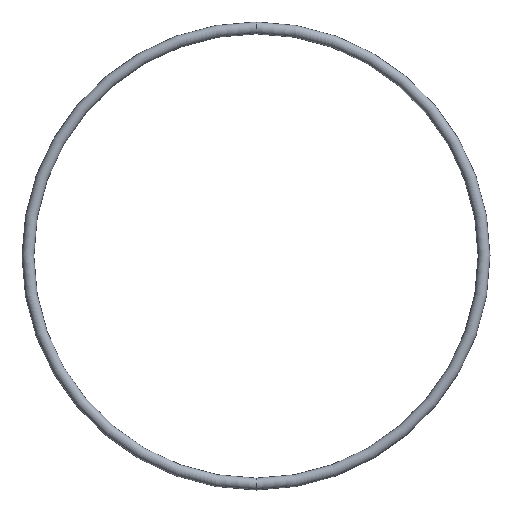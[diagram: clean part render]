
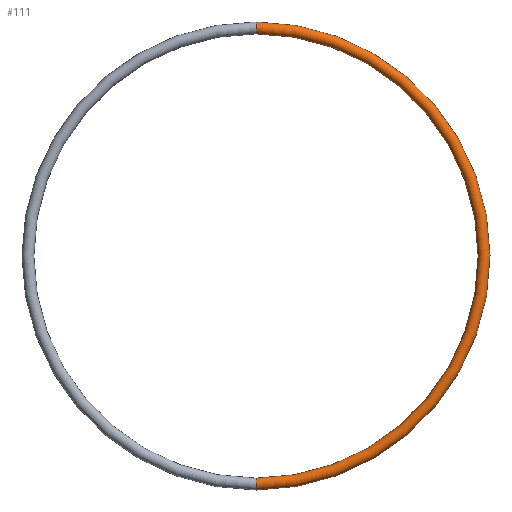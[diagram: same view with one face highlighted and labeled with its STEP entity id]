
A CAD part, front view. The second image highlights one B-rep face of the part: STEP entity #111.
In plain terms, the highlighted toroidal (fillet/blend) face has major radius 77 mm and minor radius 2 mm.
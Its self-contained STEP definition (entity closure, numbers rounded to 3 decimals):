
#2 = ORIENTED_EDGE ( 'NONE', *, *, #35, .F. ) ;
#11 = AXIS2_PLACEMENT_3D ( 'NONE', #60, #78, #118 ) ;
#13 = VERTEX_POINT ( 'NONE', #47 ) ;
#15 = ORIENTED_EDGE ( 'NONE', *, *, #140, .T. ) ;
#19 = CARTESIAN_POINT ( 'NONE',  ( 0., 2., 75. ) ) ;
#20 = DIRECTION ( 'NONE',  ( 1., 0., 0. ) ) ;
#27 = EDGE_LOOP ( 'NONE', ( #2, #59, #136, #15 ) ) ;
#32 = DIRECTION ( 'NONE',  ( 0., 1., 0. ) ) ;
#35 = EDGE_CURVE ( 'NONE', #137, #13, #115, .T. ) ;
#37 = DIRECTION ( 'NONE',  ( 0., 0., 1. ) ) ;
#38 = AXIS2_PLACEMENT_3D ( 'NONE', #43, #105, #52 ) ;
#43 = CARTESIAN_POINT ( 'NONE',  ( 0., 2., 77. ) ) ;
#47 = CARTESIAN_POINT ( 'NONE',  ( 0., 2., -79. ) ) ;
#48 = VERTEX_POINT ( 'NONE', #130 ) ;
#52 = DIRECTION ( 'NONE',  ( 0., 0., 1. ) ) ;
#55 = CIRCLE ( 'NONE', #11, 75. ) ;
#59 = ORIENTED_EDGE ( 'NONE', *, *, #132, .F. ) ;
#60 = CARTESIAN_POINT ( 'NONE',  ( 0., 2., 0. ) ) ;
#65 = FACE_OUTER_BOUND ( 'NONE', #27, .T. ) ;
#73 = VERTEX_POINT ( 'NONE', #19 ) ;
#78 = DIRECTION ( 'NONE',  ( 0., 1., 0. ) ) ;
#79 = TOROIDAL_SURFACE ( 'NONE', #94, 77., 2. ) ;
#83 = DIRECTION ( 'NONE',  ( 0., 1., 0. ) ) ;
#86 = CIRCLE ( 'NONE', #38, 2. ) ;
#94 = AXIS2_PLACEMENT_3D ( 'NONE', #116, #32, #128 ) ;
#96 = DIRECTION ( 'NONE',  ( 0., 0., -1. ) ) ;
#98 = CARTESIAN_POINT ( 'NONE',  ( 0., 2., -77. ) ) ;
#100 = AXIS2_PLACEMENT_3D ( 'NONE', #102, #83, #37 ) ;
#102 = CARTESIAN_POINT ( 'NONE',  ( 0., 2., 0. ) ) ;
#105 = DIRECTION ( 'NONE',  ( -1., 0., 0. ) ) ;
#111 = ADVANCED_FACE ( 'NONE', ( #65 ), #79, .T. ) ;
#113 = EDGE_CURVE ( 'NONE', #73, #48, #55, .T. ) ;
#115 = CIRCLE ( 'NONE', #100, 79. ) ;
#116 = CARTESIAN_POINT ( 'NONE',  ( 0., 2., 0. ) ) ;
#117 = CARTESIAN_POINT ( 'NONE',  ( 0., 2., 79. ) ) ;
#118 = DIRECTION ( 'NONE',  ( 0., 0., 1. ) ) ;
#119 = CIRCLE ( 'NONE', #121, 2. ) ;
#121 = AXIS2_PLACEMENT_3D ( 'NONE', #98, #20, #96 ) ;
#128 = DIRECTION ( 'NONE',  ( 0., 0., 1. ) ) ;
#130 = CARTESIAN_POINT ( 'NONE',  ( 0., 2., -75. ) ) ;
#132 = EDGE_CURVE ( 'NONE', #73, #137, #86, .T. ) ;
#136 = ORIENTED_EDGE ( 'NONE', *, *, #113, .T. ) ;
#137 = VERTEX_POINT ( 'NONE', #117 ) ;
#140 = EDGE_CURVE ( 'NONE', #48, #13, #119, .T. ) ;
